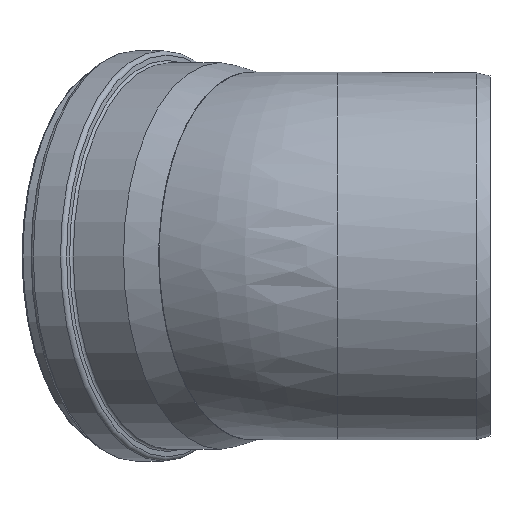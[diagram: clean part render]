
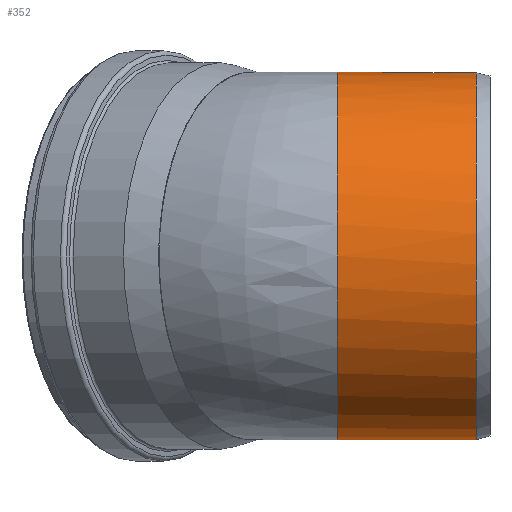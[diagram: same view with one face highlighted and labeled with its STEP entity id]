
A CAD part, left-side view. The second image highlights one B-rep face of the part: STEP entity #352.
In plain terms, the highlighted cylindrical face has radius 200.175 mm (diameter 400.35 mm), a full revolution.
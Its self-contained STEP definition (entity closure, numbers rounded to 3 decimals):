
#38=FACE_BOUND('',#108,.T.);
#65=CYLINDRICAL_SURFACE('',#386,200.175);
#75=FACE_OUTER_BOUND('',#107,.T.);
#107=EDGE_LOOP('',(#280,#281));
#108=EDGE_LOOP('',(#282));
#164=B_SPLINE_CURVE_WITH_KNOTS('',3,(#604,#605,#606,#607,#608,#609,#610,
#611,#612),.UNSPECIFIED.,.F.,.F.,(4,1,1,1,1,1,4),(-54.39,-52.272,
-50.154,-48.035,-43.799,-41.68,
-39.562),.UNSPECIFIED.);
#173=CIRCLE('',#387,200.175);
#174=CIRCLE('',#388,200.175);
#202=VERTEX_POINT('',#601);
#203=VERTEX_POINT('',#603);
#205=VERTEX_POINT('',#1243);
#235=EDGE_CURVE('',#202,#203,#164,.T.);
#240=EDGE_CURVE('',#203,#202,#173,.T.);
#241=EDGE_CURVE('',#205,#205,#174,.T.);
#280=ORIENTED_EDGE('',*,*,#235,.F.);
#281=ORIENTED_EDGE('',*,*,#240,.F.);
#282=ORIENTED_EDGE('',*,*,#241,.T.);
#352=ADVANCED_FACE('',(#75,#38),#65,.T.);
#386=AXIS2_PLACEMENT_3D('',#1241,#449,#450);
#387=AXIS2_PLACEMENT_3D('',#1242,#451,#452);
#388=AXIS2_PLACEMENT_3D('',#1244,#453,#454);
#449=DIRECTION('center_axis',(0.,1.,0.));
#450=DIRECTION('ref_axis',(1.,0.,0.));
#451=DIRECTION('center_axis',(0.,1.,0.));
#452=DIRECTION('ref_axis',(1.,0.,0.));
#453=DIRECTION('center_axis',(0.,1.,0.));
#454=DIRECTION('ref_axis',(1.,0.,0.));
#601=CARTESIAN_POINT('',(186.778,166.219,71.999));
#603=CARTESIAN_POINT('',(186.778,166.219,-71.999));
#604=CARTESIAN_POINT('Ctrl Pts',(186.778,166.219,71.999));
#605=CARTESIAN_POINT('Ctrl Pts',(189.294,165.279,65.474));
#606=CARTESIAN_POINT('Ctrl Pts',(193.66,163.66,52.097));
#607=CARTESIAN_POINT('Ctrl Pts',(198.038,162.053,31.566));
#608=CARTESIAN_POINT('Ctrl Pts',(201.018,160.966,3.649));
#609=CARTESIAN_POINT('Ctrl Pts',(199.499,161.518,-24.858));
#610=CARTESIAN_POINT('Ctrl Pts',(193.64,163.667,-52.125));
#611=CARTESIAN_POINT('Ctrl Pts',(189.293,165.279,-65.475));
#612=CARTESIAN_POINT('Ctrl Pts',(186.778,166.219,-71.999));
#1241=CARTESIAN_POINT('Origin',(0.,0.,0.));
#1242=CARTESIAN_POINT('Origin',(0.,166.219,
0.));
#1243=CARTESIAN_POINT('',(0.,15.,-200.175));
#1244=CARTESIAN_POINT('Origin',(0.,15.,0.));
